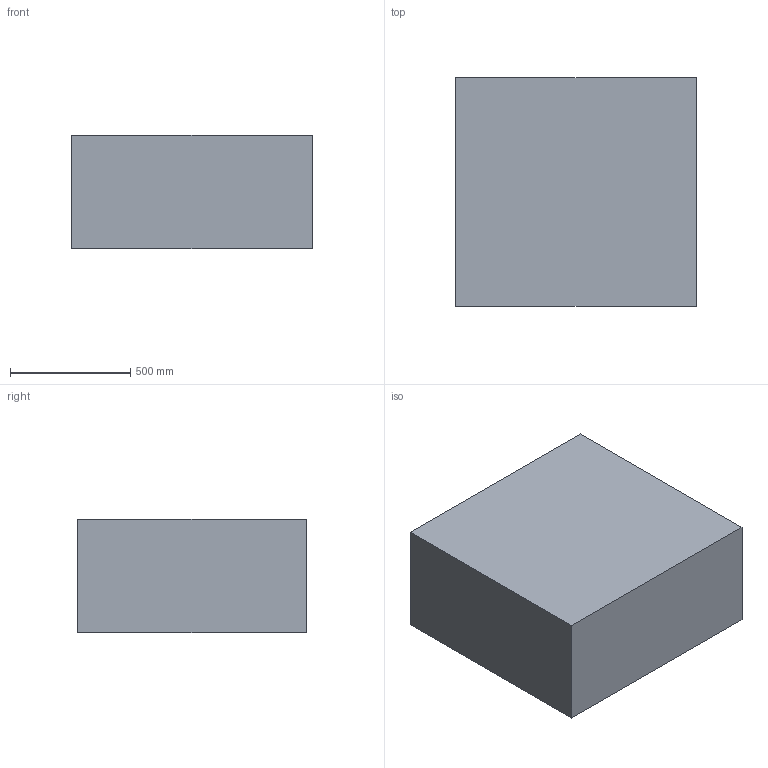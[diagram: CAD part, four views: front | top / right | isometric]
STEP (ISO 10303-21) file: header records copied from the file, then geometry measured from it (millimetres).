
FILE_DESCRIPTION( ( '' ), ' ' );
FILE_NAME( '5cebf731f590c41881f5569b.step', '2019-05-27T14:41:54', ( '' ), ( '' ), ' ', ' ', ' ' );
FILE_SCHEMA( ( 'AUTOMOTIVE_DESIGN { 1 0 10303 214 1 1 1 1 }' ) );
Length unit declared in the file: metre
Products named in the file (1): Part 1
Bounding box: 999.56 x 950 x 469.95 mm (x, y, z)
Volume: 446035646.6 mm3; surface area: 3919957.6 mm2
Topology: 1 solids, 1 shells, 19 faces, 51 edges, 34 vertices
Faces by surface type: plane 9, revolution 6, cylinder 2, cone 2
Entity records: 1064 total; most frequent: CARTESIAN_POINT 423, ORIENTED_EDGE 102, DIRECTION 86, EDGE_CURVE 51, VERTEX_POINT 34, AXIS2_PLACEMENT_3D 27, LINE 26, VECTOR 26
